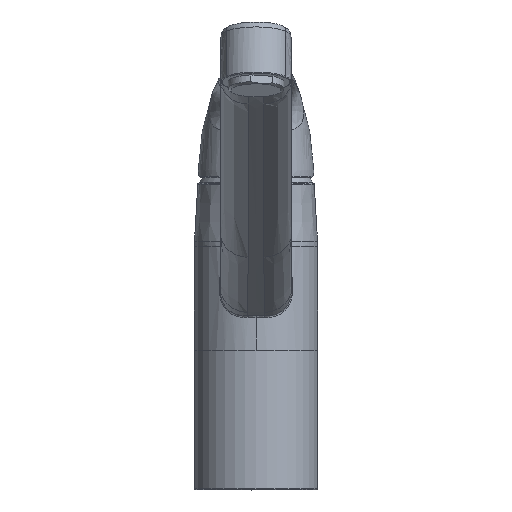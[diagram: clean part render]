
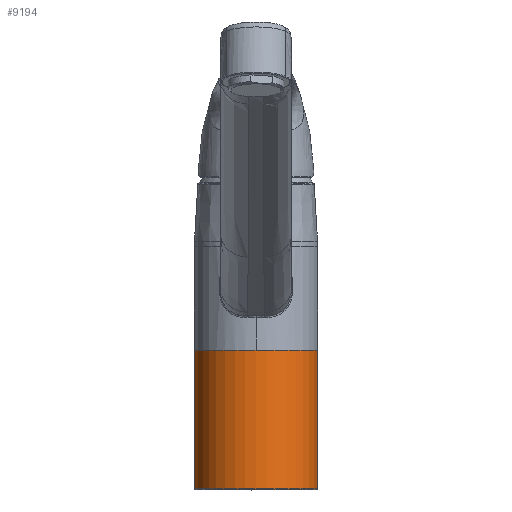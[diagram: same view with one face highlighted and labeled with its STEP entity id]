
A CAD part, top view. The second image highlights one B-rep face of the part: STEP entity #9194.
In plain terms, the highlighted cylindrical face has radius 26.5 mm (diameter 53 mm), a partial arc.
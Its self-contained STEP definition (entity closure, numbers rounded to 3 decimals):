
#69 = VECTOR ( 'NONE', #12754, 1000. ) ;
#864 = FACE_OUTER_BOUND ( 'NONE', #13228, .T. ) ;
#1869 = EDGE_CURVE ( 'NONE', #3134, #9445, #9619, .T. ) ;
#2270 = AXIS2_PLACEMENT_3D ( 'NONE', #15933, #2318, #3582 ) ;
#2318 = DIRECTION ( 'NONE',  ( 0., -1., 0. ) ) ;
#3134 = VERTEX_POINT ( 'NONE', #11643 ) ;
#3582 = DIRECTION ( 'NONE',  ( -1., 0., 0. ) ) ;
#3832 = VECTOR ( 'NONE', #10984, 1000. ) ;
#4171 = EDGE_CURVE ( 'NONE', #4928, #3134, #4610, .T. ) ;
#4563 = ORIENTED_EDGE ( 'NONE', *, *, #4171, .T. ) ;
#4610 = LINE ( 'NONE', #10779, #3832 ) ;
#4768 = CARTESIAN_POINT ( 'NONE',  ( -97.106, 295.121, 401.371 ) ) ;
#4928 = VERTEX_POINT ( 'NONE', #5889 ) ;
#5328 = LINE ( 'NONE', #5442, #69 ) ;
#5442 = CARTESIAN_POINT ( 'NONE',  ( -70.606, 295.121, 401.371 ) ) ;
#5889 = CARTESIAN_POINT ( 'NONE',  ( -123.606, 350.04, 401.371 ) ) ;
#6509 = ORIENTED_EDGE ( 'NONE', *, *, #16013, .F. ) ;
#6712 = CIRCLE ( 'NONE', #2270, 26.5 ) ;
#9001 = CYLINDRICAL_SURFACE ( 'NONE', #11166, 26.5 ) ;
#9194 = ADVANCED_FACE ( 'NONE', ( #864 ), #9001, .T. ) ;
#9445 = VERTEX_POINT ( 'NONE', #9928 ) ;
#9619 = CIRCLE ( 'NONE', #15319, 26.5 ) ;
#9760 = CARTESIAN_POINT ( 'NONE',  ( -97.106, 290.521, 401.371 ) ) ;
#9928 = CARTESIAN_POINT ( 'NONE',  ( -70.606, 290.521, 401.371 ) ) ;
#10771 = EDGE_CURVE ( 'NONE', #11125, #4928, #6712, .T. ) ;
#10779 = CARTESIAN_POINT ( 'NONE',  ( -123.606, 295.121, 401.371 ) ) ;
#10984 = DIRECTION ( 'NONE',  ( 0., -1., 0. ) ) ;
#11125 = VERTEX_POINT ( 'NONE', #13573 ) ;
#11166 = AXIS2_PLACEMENT_3D ( 'NONE', #4768, #15882, #15972 ) ;
#11360 = ORIENTED_EDGE ( 'NONE', *, *, #10771, .T. ) ;
#11643 = CARTESIAN_POINT ( 'NONE',  ( -123.606, 290.521, 401.371 ) ) ;
#12315 = DIRECTION ( 'NONE',  ( 0., 1., 0. ) ) ;
#12754 = DIRECTION ( 'NONE',  ( 0., -1., 0. ) ) ;
#12980 = ORIENTED_EDGE ( 'NONE', *, *, #1869, .T. ) ;
#13228 = EDGE_LOOP ( 'NONE', ( #6509, #11360, #4563, #12980 ) ) ;
#13573 = CARTESIAN_POINT ( 'NONE',  ( -70.606, 350.04, 401.371 ) ) ;
#15319 = AXIS2_PLACEMENT_3D ( 'NONE', #9760, #12315, #16020 ) ;
#15882 = DIRECTION ( 'NONE',  ( 0., -1., 0. ) ) ;
#15933 = CARTESIAN_POINT ( 'NONE',  ( -97.106, 350.04, 401.371 ) ) ;
#15972 = DIRECTION ( 'NONE',  ( -1., 0., 0. ) ) ;
#16013 = EDGE_CURVE ( 'NONE', #11125, #9445, #5328, .T. ) ;
#16020 = DIRECTION ( 'NONE',  ( -1., 0., 0. ) ) ;
